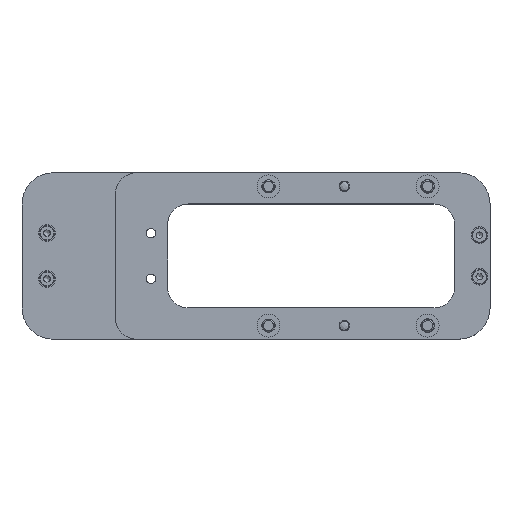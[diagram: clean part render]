
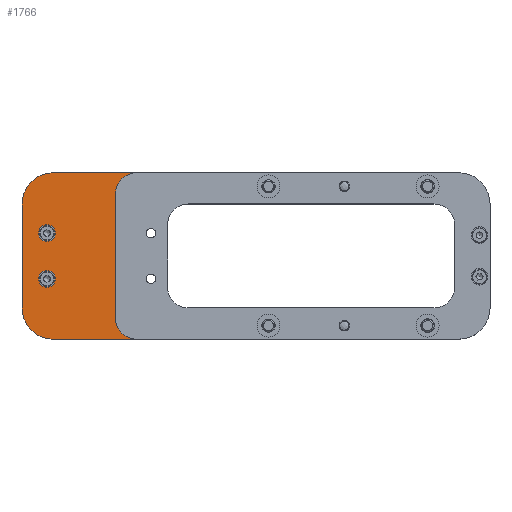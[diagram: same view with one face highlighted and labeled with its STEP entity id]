
A CAD part, top view. The second image highlights one B-rep face of the part: STEP entity #1766.
In plain terms, the highlighted planar face has unit normal (0, 0, 1).
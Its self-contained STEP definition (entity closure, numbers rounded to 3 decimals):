
#54 = ORIENTED_EDGE ( 'NONE', *, *, #2629, .T. ) ;
#78 = CIRCLE ( 'NONE', #1906, 15. ) ;
#84 = VERTEX_POINT ( 'NONE', #3435 ) ;
#119 = AXIS2_PLACEMENT_3D ( 'NONE', #827, #1162, #2797 ) ;
#156 = DIRECTION ( 'NONE',  ( 0., 0., -1. ) ) ;
#248 = EDGE_CURVE ( 'NONE', #2184, #4851, #78, .T. ) ;
#270 = CARTESIAN_POINT ( 'NONE',  ( 45., 40., 8. ) ) ;
#288 = EDGE_LOOP ( 'NONE', ( #843, #1841, #4214, #54, #3630, #3695, #4974, #903 ) ) ;
#306 = VERTEX_POINT ( 'NONE', #4066 ) ;
#325 = FACE_BOUND ( 'NONE', #4006, .T. ) ;
#427 = AXIS2_PLACEMENT_3D ( 'NONE', #270, #691, #2291 ) ;
#479 = EDGE_CURVE ( 'NONE', #2674, #3170, #2740, .T. ) ;
#568 = DIRECTION ( 'NONE',  ( 0., -1., 0. ) ) ;
#639 = VERTEX_POINT ( 'NONE', #2263 ) ;
#691 = DIRECTION ( 'NONE',  ( 0., 0., 1. ) ) ;
#704 = ORIENTED_EDGE ( 'NONE', *, *, #1932, .F. ) ;
#713 = DIRECTION ( 'NONE',  ( 0., 0., 1. ) ) ;
#827 = CARTESIAN_POINT ( 'NONE',  ( 12., -11., 8. ) ) ;
#843 = ORIENTED_EDGE ( 'NONE', *, *, #1083, .T. ) ;
#903 = ORIENTED_EDGE ( 'NONE', *, *, #248, .T. ) ;
#967 = EDGE_LOOP ( 'NONE', ( #4145 ) ) ;
#980 = DIRECTION ( 'NONE',  ( 1., 0., 0. ) ) ;
#1080 = CARTESIAN_POINT ( 'NONE',  ( 45., 40., 8. ) ) ;
#1083 = EDGE_CURVE ( 'NONE', #4851, #4786, #1333, .T. ) ;
#1162 = DIRECTION ( 'NONE',  ( 0., 0., 1. ) ) ;
#1187 = EDGE_CURVE ( 'NONE', #3170, #2184, #1864, .T. ) ;
#1209 = DIRECTION ( 'NONE',  ( 0., 0., 1. ) ) ;
#1211 = AXIS2_PLACEMENT_3D ( 'NONE', #1608, #713, #3178 ) ;
#1326 = AXIS2_PLACEMENT_3D ( 'NONE', #3333, #156, #980 ) ;
#1333 = LINE ( 'NONE', #2590, #3021 ) ;
#1434 = PLANE ( 'NONE',  #427 ) ;
#1449 = LINE ( 'NONE', #3927, #4854 ) ;
#1608 = CARTESIAN_POINT ( 'NONE',  ( 15., -25., 8. ) ) ;
#1675 = EDGE_CURVE ( 'NONE', #3401, #3401, #1919, .T. ) ;
#1690 = VECTOR ( 'NONE', #3487, 1000. ) ;
#1739 = DIRECTION ( 'NONE',  ( 1., 0., 0. ) ) ;
#1743 = CIRCLE ( 'NONE', #4713, 10. ) ;
#1766 = ADVANCED_FACE ( 'NONE', ( #3474, #325, #2240 ), #1434, .T. ) ;
#1841 = ORIENTED_EDGE ( 'NONE', *, *, #4722, .T. ) ;
#1864 = LINE ( 'NONE', #1080, #1690 ) ;
#1906 = AXIS2_PLACEMENT_3D ( 'NONE', #3073, #1209, #3175 ) ;
#1919 = CIRCLE ( 'NONE', #2416, 4. ) ;
#1932 = EDGE_CURVE ( 'NONE', #2269, #2269, #4268, .T. ) ;
#2046 = CARTESIAN_POINT ( 'NONE',  ( 0., -25., 8. ) ) ;
#2079 = CARTESIAN_POINT ( 'NONE',  ( 12., 11., 8. ) ) ;
#2080 = EDGE_CURVE ( 'NONE', #306, #2674, #4910, .T. ) ;
#2184 = VERTEX_POINT ( 'NONE', #2622 ) ;
#2202 = CARTESIAN_POINT ( 'NONE',  ( 55., 40., 8. ) ) ;
#2240 = FACE_OUTER_BOUND ( 'NONE', #288, .T. ) ;
#2263 = CARTESIAN_POINT ( 'NONE',  ( 55., -40., 8. ) ) ;
#2269 = VERTEX_POINT ( 'NONE', #3074 ) ;
#2291 = DIRECTION ( 'NONE',  ( 1., 0., 0. ) ) ;
#2416 = AXIS2_PLACEMENT_3D ( 'NONE', #2079, #4506, #2880 ) ;
#2590 = CARTESIAN_POINT ( 'NONE',  ( 0., -40., 8. ) ) ;
#2599 = CARTESIAN_POINT ( 'NONE',  ( 45., 30., 8. ) ) ;
#2622 = CARTESIAN_POINT ( 'NONE',  ( 15., 40., 8. ) ) ;
#2629 = EDGE_CURVE ( 'NONE', #639, #306, #1743, .T. ) ;
#2674 = VERTEX_POINT ( 'NONE', #2599 ) ;
#2740 = CIRCLE ( 'NONE', #1326, 10. ) ;
#2788 = CIRCLE ( 'NONE', #1211, 15. ) ;
#2797 = DIRECTION ( 'NONE',  ( 1., 0., 0. ) ) ;
#2880 = DIRECTION ( 'NONE',  ( 1., 0., 0. ) ) ;
#2897 = CARTESIAN_POINT ( 'NONE',  ( 0., 25., 8. ) ) ;
#3020 = CARTESIAN_POINT ( 'NONE',  ( 16., 11., 8. ) ) ;
#3021 = VECTOR ( 'NONE', #568, 1000. ) ;
#3073 = CARTESIAN_POINT ( 'NONE',  ( 15., 25., 8. ) ) ;
#3074 = CARTESIAN_POINT ( 'NONE',  ( 16., -11., 8. ) ) ;
#3170 = VERTEX_POINT ( 'NONE', #2202 ) ;
#3175 = DIRECTION ( 'NONE',  ( 1., 0., 0. ) ) ;
#3178 = DIRECTION ( 'NONE',  ( 1., 0., 0. ) ) ;
#3188 = EDGE_CURVE ( 'NONE', #84, #639, #1449, .T. ) ;
#3312 = CARTESIAN_POINT ( 'NONE',  ( 55., -30., 8. ) ) ;
#3333 = CARTESIAN_POINT ( 'NONE',  ( 55., 30., 8. ) ) ;
#3401 = VERTEX_POINT ( 'NONE', #3020 ) ;
#3435 = CARTESIAN_POINT ( 'NONE',  ( 15., -40., 8. ) ) ;
#3474 = FACE_BOUND ( 'NONE', #967, .T. ) ;
#3487 = DIRECTION ( 'NONE',  ( -1., 0., 0. ) ) ;
#3531 = DIRECTION ( 'NONE',  ( 1., 0., 0. ) ) ;
#3630 = ORIENTED_EDGE ( 'NONE', *, *, #2080, .T. ) ;
#3695 = ORIENTED_EDGE ( 'NONE', *, *, #479, .T. ) ;
#3927 = CARTESIAN_POINT ( 'NONE',  ( 45., -40., 8. ) ) ;
#4006 = EDGE_LOOP ( 'NONE', ( #704 ) ) ;
#4066 = CARTESIAN_POINT ( 'NONE',  ( 45., -30., 8. ) ) ;
#4145 = ORIENTED_EDGE ( 'NONE', *, *, #1675, .F. ) ;
#4214 = ORIENTED_EDGE ( 'NONE', *, *, #3188, .T. ) ;
#4268 = CIRCLE ( 'NONE', #119, 4. ) ;
#4344 = VECTOR ( 'NONE', #4883, 1000. ) ;
#4499 = CARTESIAN_POINT ( 'NONE',  ( 45., -40., 8. ) ) ;
#4506 = DIRECTION ( 'NONE',  ( 0., 0., 1. ) ) ;
#4558 = DIRECTION ( 'NONE',  ( 0., 0., -1. ) ) ;
#4713 = AXIS2_PLACEMENT_3D ( 'NONE', #3312, #4558, #1739 ) ;
#4722 = EDGE_CURVE ( 'NONE', #4786, #84, #2788, .T. ) ;
#4786 = VERTEX_POINT ( 'NONE', #2046 ) ;
#4851 = VERTEX_POINT ( 'NONE', #2897 ) ;
#4854 = VECTOR ( 'NONE', #3531, 1000. ) ;
#4883 = DIRECTION ( 'NONE',  ( 0., 1., 0. ) ) ;
#4910 = LINE ( 'NONE', #4499, #4344 ) ;
#4974 = ORIENTED_EDGE ( 'NONE', *, *, #1187, .T. ) ;
